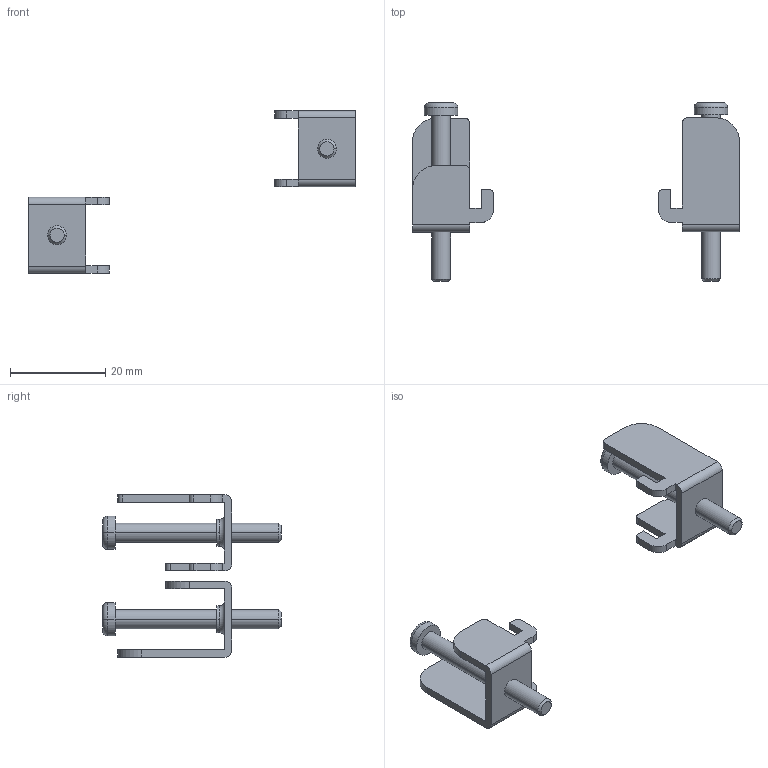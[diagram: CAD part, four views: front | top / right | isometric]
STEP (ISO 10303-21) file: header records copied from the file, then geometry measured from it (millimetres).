
FILE_DESCRIPTION(('Creo Elements/Direct Modeling STEP Export'),'2;1');
FILE_NAME('BKT-OP-01_outline.stp','2016-07-01T16:52:59',(''),(''),'PTC Creo Elements/Direct Modeling STEP processor for AP214 (Solid Model)','PTC Creo Elements/Direct Modeling 19.0 09-May-2014 (C) Parametric Technology GmbH','');
FILE_SCHEMA(('AUTOMOTIVE_DESIGN { 1 0 10303 214 1 1 1 1 }'));
Length unit declared in the file: millimetre
Products named in the file (3): panel_bracket.2; panel_bracket.1
Assembly tree (2 placements, depth 2):
  panel_bracket.2
    panel_bracket.2
  panel_bracket.1
    panel_bracket.2
Bounding box: 68.8 x 37.6 x 34.2 mm (x, y, z)
Volume: 3097 mm3; surface area: 4114.8 mm2
Topology: 2 solids, 2 shells, 142 faces, 378 edges, 250 vertices
Faces by surface type: plane 86, cylinder 44, torus 8, cone 4
Entity records: 2189 total; most frequent: ORIENTED_EDGE 378, CARTESIAN_POINT 369, DIRECTION 356, EDGE_CURVE 189, VECTOR 132, LINE 132, VERTEX_POINT 125, AXIS2_PLACEMENT_3D 112
